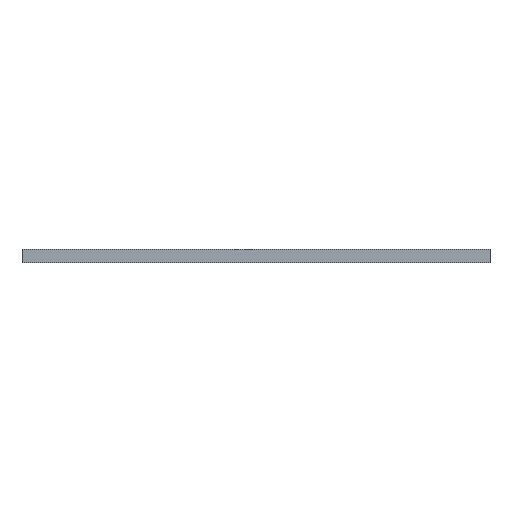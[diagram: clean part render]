
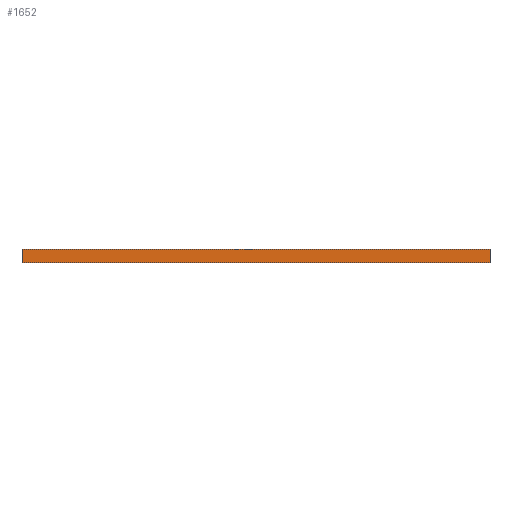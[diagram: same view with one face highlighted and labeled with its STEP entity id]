
A CAD part, front view. The second image highlights one B-rep face of the part: STEP entity #1652.
In plain terms, the highlighted planar face has unit normal (0, -1, 0).
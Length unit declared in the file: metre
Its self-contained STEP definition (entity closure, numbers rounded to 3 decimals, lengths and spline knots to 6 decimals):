
#368=ORIENTED_EDGE('',*,*,#788,.F.);
#369=ORIENTED_EDGE('',*,*,#789,.F.);
#370=ORIENTED_EDGE('',*,*,#790,.T.);
#371=ORIENTED_EDGE('',*,*,#791,.T.);
#788=EDGE_CURVE('',#972,#973,#1120,.T.);
#789=EDGE_CURVE('',#974,#972,#1121,.T.);
#790=EDGE_CURVE('',#974,#975,#1122,.T.);
#791=EDGE_CURVE('',#975,#973,#1123,.T.);
#972=VERTEX_POINT('',#2718);
#973=VERTEX_POINT('',#2719);
#974=VERTEX_POINT('',#2721);
#975=VERTEX_POINT('',#2723);
#1120=LINE('',#2717,#1284);
#1121=LINE('',#2720,#1285);
#1122=LINE('',#2722,#1286);
#1123=LINE('',#2724,#1287);
#1284=VECTOR('',#2227,1.);
#1285=VECTOR('',#2228,1.);
#1286=VECTOR('',#2229,1.);
#1287=VECTOR('',#2230,1.);
#1378=EDGE_LOOP('',(#368,#369,#370,#371));
#1492=FACE_BOUND('',#1378,.T.);
#1574=PLANE('',#1811);
#1652=ADVANCED_FACE('',(#1492),#1574,.T.);
#1811=AXIS2_PLACEMENT_3D('',#2716,#2225,#2226);
#2225=DIRECTION('',(0.,-1.,0.));
#2226=DIRECTION('',(0.,0.,-1.));
#2227=DIRECTION('',(-1.,0.,0.));
#2228=DIRECTION('',(0.,0.,-1.));
#2229=DIRECTION('',(-1.,0.,0.));
#2230=DIRECTION('',(0.,0.,-1.));
#2716=CARTESIAN_POINT('',(-0.000141,-0.057478,0.01016));
#2717=CARTESIAN_POINT('',(-0.000141,-0.057478,0.00762));
#2718=CARTESIAN_POINT('',(0.04529,-0.057478,0.00762));
#2719=CARTESIAN_POINT('',(-0.045573,-0.057478,0.00762));
#2720=CARTESIAN_POINT('',(0.04529,-0.057478,0.01016));
#2721=CARTESIAN_POINT('',(0.04529,-0.057478,0.01016));
#2722=CARTESIAN_POINT('',(-0.000141,-0.057478,0.01016));
#2723=CARTESIAN_POINT('',(-0.045573,-0.057478,0.01016));
#2724=CARTESIAN_POINT('',(-0.045573,-0.057478,0.01016));
